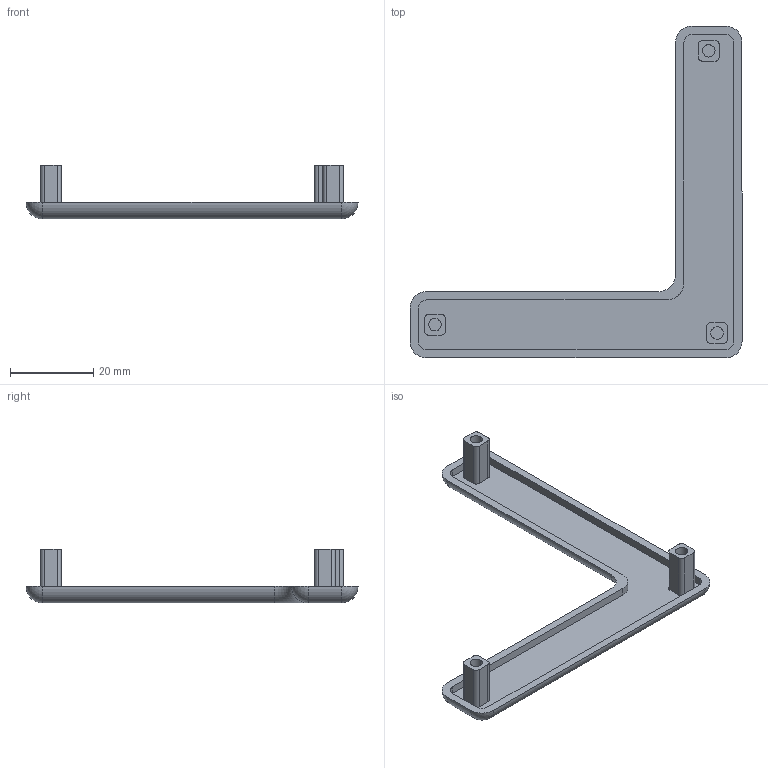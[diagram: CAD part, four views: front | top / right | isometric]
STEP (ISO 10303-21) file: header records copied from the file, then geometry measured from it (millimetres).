
FILE_DESCRIPTION (( 'STEP AP214' ), '1' );
FILE_NAME ('BASE08E3067-Embout 8 W80x80 E.step', '2023-03-24T09:50:38', ( 'Altae' ), ( '' ), 'SwSTEP 2.0', 'SolidWorks 2021', '' );
FILE_SCHEMA (( 'AUTOMOTIVE_DESIGN' ));
Length unit declared in the file: millimetre
Products named in the file (1): BASE08E3067-Embout 8 W80x80 E
Bounding box: 80 x 80 x 13 mm (x, y, z)
Volume: 5322.1 mm3; surface area: 6790.9 mm2
Topology: 1 solids, 1 shells, 63 faces, 162 edges, 103 vertices
Faces by surface type: cylinder 30, plane 27, sphere 5, torus 1
Entity records: 1932 total; most frequent: DIRECTION 352, CARTESIAN_POINT 324, ORIENTED_EDGE 314, EDGE_CURVE 157, AXIS2_PLACEMENT_3D 131, VERTEX_POINT 103, LINE 90, VECTOR 90
